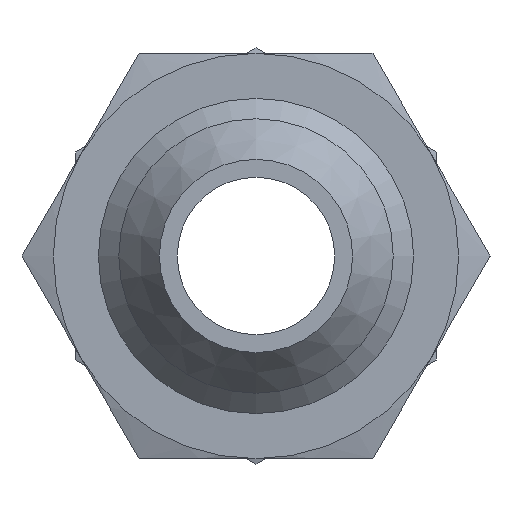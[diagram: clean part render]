
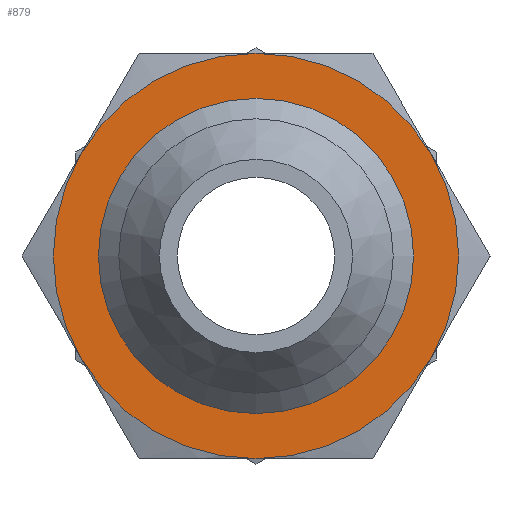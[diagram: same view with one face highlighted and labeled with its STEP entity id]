
A CAD part, left-side view. The second image highlights one B-rep face of the part: STEP entity #879.
In plain terms, the highlighted planar face has unit normal (-1, 0, 0).
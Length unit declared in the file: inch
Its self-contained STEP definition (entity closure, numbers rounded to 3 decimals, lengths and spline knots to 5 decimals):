
#125=PLANE('',#978);
#151=FACE_BOUND('',#284,.T.);
#200=FACE_OUTER_BOUND('',#283,.T.);
#283=EDGE_LOOP('',(#689,#690,#691,#692,#693,#694));
#284=EDGE_LOOP('',(#695));
#351=CIRCLE('',#946,0.3875);
#355=CIRCLE('',#961,0.5625);
#356=CIRCLE('',#963,0.5625);
#357=CIRCLE('',#965,0.5625);
#358=CIRCLE('',#967,0.5625);
#359=CIRCLE('',#969,0.5625);
#360=CIRCLE('',#971,0.5625);
#406=VERTEX_POINT('',#1359);
#417=VERTEX_POINT('',#1421);
#418=VERTEX_POINT('',#1425);
#420=VERTEX_POINT('',#1432);
#422=VERTEX_POINT('',#1442);
#424=VERTEX_POINT('',#1455);
#426=VERTEX_POINT('',#1465);
#484=EDGE_CURVE('',#406,#406,#351,.T.);
#502=EDGE_CURVE('',#417,#418,#355,.T.);
#505=EDGE_CURVE('',#420,#417,#356,.T.);
#508=EDGE_CURVE('',#422,#420,#357,.T.);
#510=EDGE_CURVE('',#424,#422,#358,.T.);
#513=EDGE_CURVE('',#426,#424,#359,.T.);
#516=EDGE_CURVE('',#418,#426,#360,.T.);
#689=ORIENTED_EDGE('',*,*,#516,.T.);
#690=ORIENTED_EDGE('',*,*,#513,.T.);
#691=ORIENTED_EDGE('',*,*,#510,.T.);
#692=ORIENTED_EDGE('',*,*,#508,.T.);
#693=ORIENTED_EDGE('',*,*,#505,.T.);
#694=ORIENTED_EDGE('',*,*,#502,.T.);
#695=ORIENTED_EDGE('',*,*,#484,.F.);
#879=ADVANCED_FACE('',(#200,#151),#125,.F.);
#946=AXIS2_PLACEMENT_3D('',#1360,#1103,#1104);
#961=AXIS2_PLACEMENT_3D('',#1429,#1133,#1134);
#963=AXIS2_PLACEMENT_3D('',#1439,#1137,#1138);
#965=AXIS2_PLACEMENT_3D('',#1449,#1141,#1142);
#967=AXIS2_PLACEMENT_3D('',#1456,#1145,#1146);
#969=AXIS2_PLACEMENT_3D('',#1466,#1149,#1150);
#971=AXIS2_PLACEMENT_3D('',#1475,#1153,#1154);
#978=AXIS2_PLACEMENT_3D('',#1491,#1173,#1174);
#1103=DIRECTION('center_axis',(-1.,0.,0.));
#1104=DIRECTION('ref_axis',(0.,0.,-1.));
#1133=DIRECTION('center_axis',(-1.,0.,0.));
#1134=DIRECTION('ref_axis',(0.,1.,0.));
#1137=DIRECTION('center_axis',(-1.,0.,0.));
#1138=DIRECTION('ref_axis',(0.,1.,0.));
#1141=DIRECTION('center_axis',(-1.,0.,0.));
#1142=DIRECTION('ref_axis',(0.,1.,0.));
#1145=DIRECTION('center_axis',(-1.,0.,0.));
#1146=DIRECTION('ref_axis',(0.,1.,0.));
#1149=DIRECTION('center_axis',(-1.,0.,0.));
#1150=DIRECTION('ref_axis',(0.,1.,0.));
#1153=DIRECTION('center_axis',(-1.,0.,0.));
#1154=DIRECTION('ref_axis',(0.,1.,0.));
#1173=DIRECTION('center_axis',(1.,0.,0.));
#1174=DIRECTION('ref_axis',(0.,0.,-1.));
#1359=CARTESIAN_POINT('',(0.,0.,0.3875));
#1360=CARTESIAN_POINT('Origin',(0.,0.,0.));
#1421=CARTESIAN_POINT('',(0.,0.,0.5625));
#1425=CARTESIAN_POINT('',(0.,0.48714,0.28125));
#1429=CARTESIAN_POINT('Origin',(0.,0.,0.));
#1432=CARTESIAN_POINT('',(0.,-0.48714,0.28125));
#1439=CARTESIAN_POINT('Origin',(0.,0.,0.));
#1442=CARTESIAN_POINT('',(0.,-0.48714,-0.28125));
#1449=CARTESIAN_POINT('Origin',(0.,0.,0.));
#1455=CARTESIAN_POINT('',(0.,0.,-0.5625));
#1456=CARTESIAN_POINT('Origin',(0.,0.,0.));
#1465=CARTESIAN_POINT('',(0.,0.48714,-0.28125));
#1466=CARTESIAN_POINT('Origin',(0.,0.,0.));
#1475=CARTESIAN_POINT('Origin',(0.,0.,0.));
#1491=CARTESIAN_POINT('Origin',(0.,0.,0.));
